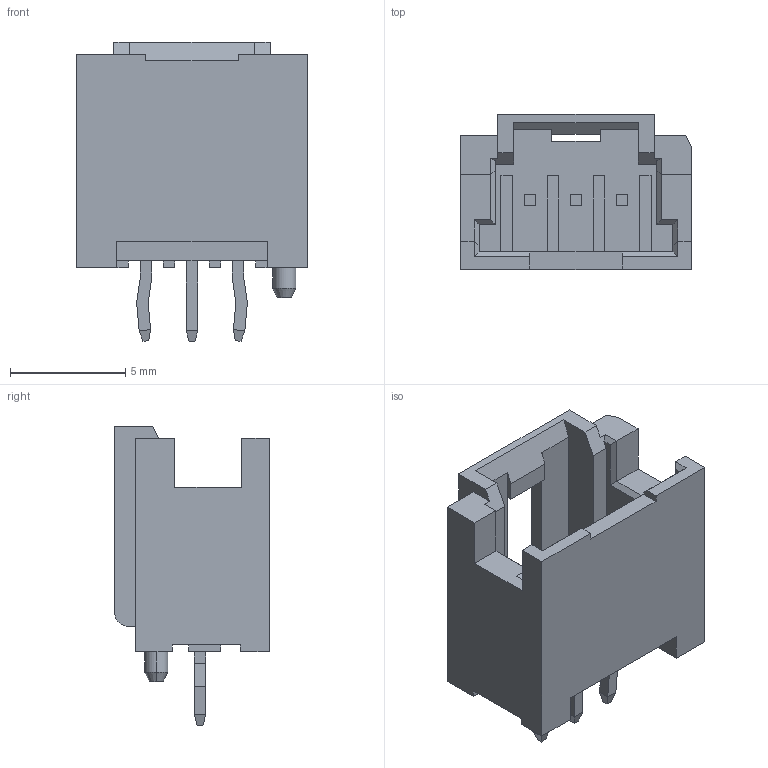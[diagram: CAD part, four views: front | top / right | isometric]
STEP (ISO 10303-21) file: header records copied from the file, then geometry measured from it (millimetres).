
FILE_DESCRIPTION((''),'2;1');
FILE_NAME('559320310','2017-07-17T',('ghp'),(''),'PRO/ENGINEER BY PARAMETRIC TECHNOLOGY CORPORATION, 2012310','PRO/ENGINEER BY PARAMETRIC TECHNOLOGY CORPORATION, 2012310','');
FILE_SCHEMA(('CONFIG_CONTROL_DESIGN'));
Length unit declared in the file: millimetre
Products named in the file (1): 559320310
Bounding box: 10 x 6.7 x 12.95 mm (x, y, z)
Volume: 287 mm3; surface area: 652.3 mm2
Topology: 1 solids, 1 shells, 173 faces, 465 edges, 304 vertices
Faces by surface type: plane 167, cylinder 4, cone 2
Entity records: 5316 total; most frequent: CARTESIAN_POINT 933, ORIENTED_EDGE 912, DIRECTION 831, EDGE_CURVE 456, VECTOR 447, LINE 447, VERTEX_POINT 294, AXIS2_PLACEMENT_3D 192
